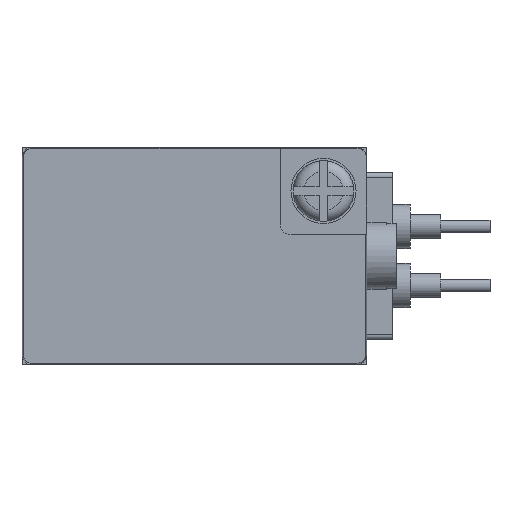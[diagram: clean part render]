
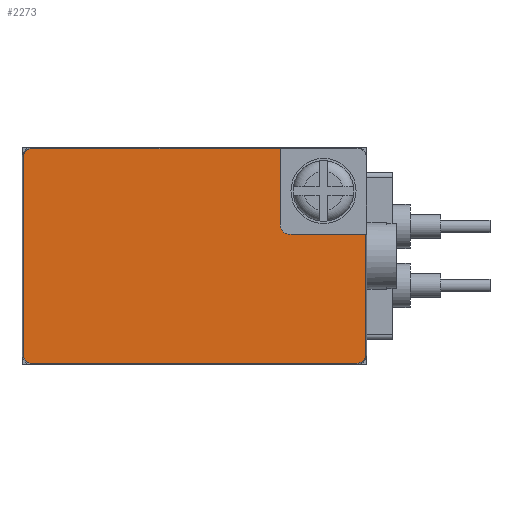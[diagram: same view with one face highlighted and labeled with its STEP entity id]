
A CAD part, front view. The second image highlights one B-rep face of the part: STEP entity #2273.
In plain terms, the highlighted face is planar.
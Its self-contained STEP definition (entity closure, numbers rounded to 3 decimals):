
#155=CIRCLE('',#2851,1.);
#156=CIRCLE('',#2852,0.883);
#157=CIRCLE('',#2853,0.883);
#158=CIRCLE('',#2854,0.883);
#465=ORIENTED_EDGE('',*,*,#964,.F.);
#466=ORIENTED_EDGE('',*,*,#965,.T.);
#467=ORIENTED_EDGE('',*,*,#966,.T.);
#468=ORIENTED_EDGE('',*,*,#952,.F.);
#469=ORIENTED_EDGE('',*,*,#967,.F.);
#470=ORIENTED_EDGE('',*,*,#968,.F.);
#471=ORIENTED_EDGE('',*,*,#969,.F.);
#472=ORIENTED_EDGE('',*,*,#970,.F.);
#473=ORIENTED_EDGE('',*,*,#971,.F.);
#474=ORIENTED_EDGE('',*,*,#960,.F.);
#952=EDGE_CURVE('',#1223,#1224,#1414,.T.);
#960=EDGE_CURVE('',#1231,#1232,#1422,.T.);
#964=EDGE_CURVE('',#1235,#1231,#1426,.T.);
#965=EDGE_CURVE('',#1235,#1236,#155,.T.);
#966=EDGE_CURVE('',#1236,#1224,#1427,.T.);
#967=EDGE_CURVE('',#1237,#1223,#156,.T.);
#968=EDGE_CURVE('',#1238,#1237,#1428,.T.);
#969=EDGE_CURVE('',#1239,#1238,#157,.T.);
#970=EDGE_CURVE('',#1240,#1239,#1429,.T.);
#971=EDGE_CURVE('',#1232,#1240,#158,.T.);
#1223=VERTEX_POINT('',#4030);
#1224=VERTEX_POINT('',#4031);
#1231=VERTEX_POINT('',#4046);
#1232=VERTEX_POINT('',#4048);
#1235=VERTEX_POINT('',#4056);
#1236=VERTEX_POINT('',#4058);
#1237=VERTEX_POINT('',#4061);
#1238=VERTEX_POINT('',#4063);
#1239=VERTEX_POINT('',#4065);
#1240=VERTEX_POINT('',#4067);
#1414=LINE('',#4029,#1596);
#1422=LINE('',#4047,#1604);
#1426=LINE('',#4055,#1608);
#1427=LINE('',#4059,#1609);
#1428=LINE('',#4062,#1610);
#1429=LINE('',#4066,#1611);
#1596=VECTOR('',#3296,1000.);
#1604=VECTOR('',#3306,1000.);
#1608=VECTOR('',#3312,1000.);
#1609=VECTOR('',#3315,1000.);
#1610=VECTOR('',#3318,1000.);
#1611=VECTOR('',#3321,1000.);
#1792=EDGE_LOOP('',(#465,#466,#467,#468,#469,#470,#471,#472,#473,#474));
#1998=FACE_BOUND('',#1792,.T.);
#2161=PLANE('',#2850);
#2273=ADVANCED_FACE('',(#1998),#2161,.F.);
#2850=AXIS2_PLACEMENT_3D('',#4054,#3310,#3311);
#2851=AXIS2_PLACEMENT_3D('',#4057,#3313,#3314);
#2852=AXIS2_PLACEMENT_3D('',#4060,#3316,#3317);
#2853=AXIS2_PLACEMENT_3D('',#4064,#3319,#3320);
#2854=AXIS2_PLACEMENT_3D('',#4068,#3322,#3323);
#3296=DIRECTION('',(0.,1.,0.));
#3306=DIRECTION('',(0.,0.,1.));
#3310=DIRECTION('',(1.,0.,0.));
#3311=DIRECTION('',(0.,0.,-1.));
#3312=DIRECTION('',(0.,1.,0.));
#3313=DIRECTION('',(1.,0.,0.));
#3314=DIRECTION('',(0.,0.,-1.));
#3315=DIRECTION('',(0.,0.,-1.));
#3316=DIRECTION('',(1.,0.,0.));
#3317=DIRECTION('',(0.,0.,-1.));
#3318=DIRECTION('',(0.,0.,-1.));
#3319=DIRECTION('',(1.,0.,0.));
#3320=DIRECTION('',(0.,0.,-1.));
#3321=DIRECTION('',(0.,-1.,0.));
#3322=DIRECTION('',(1.,0.,0.));
#3323=DIRECTION('',(0.,0.,-1.));
#4029=CARTESIAN_POINT('',(-6.7,-16.5,-10.883));
#4030=CARTESIAN_POINT('',(-6.7,-16.5,-10.883));
#4031=CARTESIAN_POINT('',(-6.7,8.7,-10.883));
#4046=CARTESIAN_POINT('',(-6.7,17.383,-2.2));
#4047=CARTESIAN_POINT('',(-6.7,17.383,10.));
#4048=CARTESIAN_POINT('',(-6.7,17.383,10.));
#4054=CARTESIAN_POINT('',(-6.7,-16.5,10.));
#4055=CARTESIAN_POINT('',(-6.7,-16.5,-2.2));
#4056=CARTESIAN_POINT('',(-6.7,9.7,-2.2));
#4057=CARTESIAN_POINT('',(-6.7,9.7,-3.2));
#4058=CARTESIAN_POINT('',(-6.7,8.7,-3.2));
#4059=CARTESIAN_POINT('',(-6.7,8.7,-3.2));
#4060=CARTESIAN_POINT('',(-6.7,-16.5,-10.));
#4061=CARTESIAN_POINT('',(-6.7,-17.383,-10.));
#4062=CARTESIAN_POINT('',(-6.7,-17.383,10.));
#4063=CARTESIAN_POINT('',(-6.7,-17.383,10.));
#4064=CARTESIAN_POINT('',(-6.7,-16.5,10.));
#4065=CARTESIAN_POINT('',(-6.7,-16.5,10.883));
#4066=CARTESIAN_POINT('',(-6.7,-16.5,10.883));
#4067=CARTESIAN_POINT('',(-6.7,16.5,10.883));
#4068=CARTESIAN_POINT('',(-6.7,16.5,10.));
